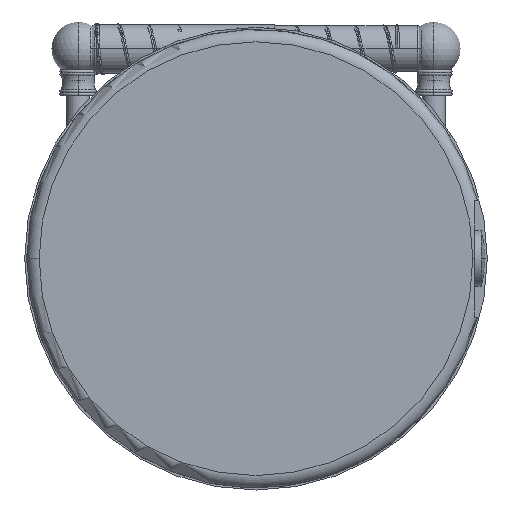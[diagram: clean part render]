
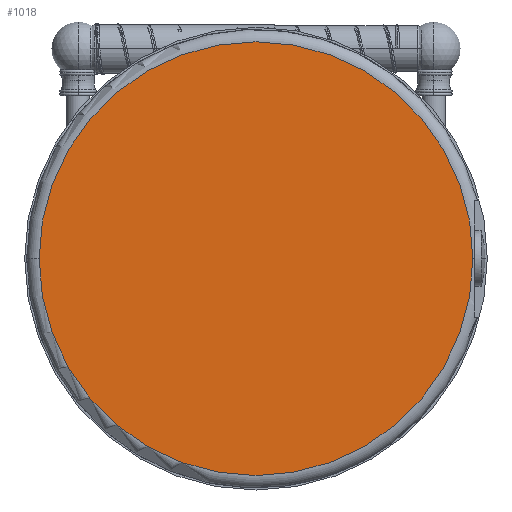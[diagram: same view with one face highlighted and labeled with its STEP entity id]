
A CAD part, front view. The second image highlights one B-rep face of the part: STEP entity #1018.
In plain terms, the highlighted planar face has unit normal (0, -1, 0).
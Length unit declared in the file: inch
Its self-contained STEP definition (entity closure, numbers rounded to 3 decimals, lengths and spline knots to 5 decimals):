
#810=CARTESIAN_POINT('',(0.,-0.47,0.));
#811=DIRECTION('',(0.,1.,0.));
#812=DIRECTION('',(-1.,0.,0.));
#813=AXIS2_PLACEMENT_3D('',#810,#811,#812);
#900=CARTESIAN_POINT('',(0.,-0.47,0.));
#901=DIRECTION('',(0.,1.,0.));
#902=DIRECTION('',(1.,0.,0.));
#903=AXIS2_PLACEMENT_3D('',#900,#901,#902);
#970=CARTESIAN_POINT('',(-3.525,-0.47,0.));
#971=CARTESIAN_POINT('',(3.525,-0.47,0.));
#972=VERTEX_POINT('',#970);
#973=VERTEX_POINT('',#971);
#1007=CARTESIAN_POINT('',(0.,-0.47,0.));
#1008=DIRECTION('',(0.,-1.,0.));
#1009=DIRECTION('',(-1.,0.,0.));
#1010=AXIS2_PLACEMENT_3D('',#1007,#1008,#1009);
#1011=PLANE('',#1010);
#1013=ORIENTED_EDGE('',*,*,#1012,.T.);
#1015=ORIENTED_EDGE('',*,*,#1014,.T.);
#1016=EDGE_LOOP('',(#1013,#1015));
#1017=FACE_OUTER_BOUND('',#1016,.F.);
#1018=ADVANCED_FACE('',(#1017),#1011,.T.);
#814=CIRCLE('',#813,3.525);
#904=CIRCLE('',#903,3.525);
#1012=EDGE_CURVE('',#972,#973,#814,.T.);
#1014=EDGE_CURVE('',#973,#972,#904,.T.);
